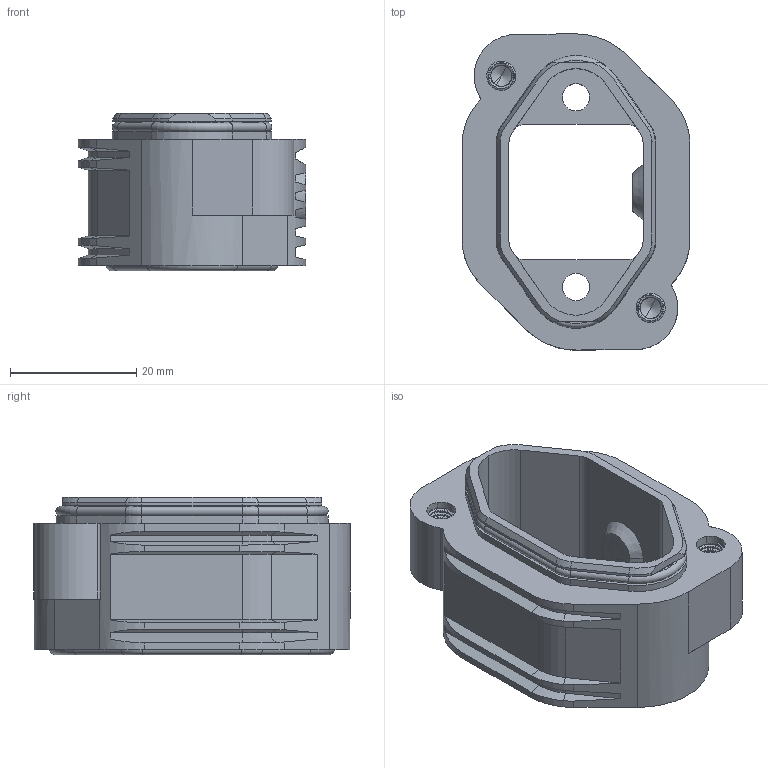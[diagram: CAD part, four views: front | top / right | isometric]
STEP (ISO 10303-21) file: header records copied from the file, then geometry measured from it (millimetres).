
FILE_DESCRIPTION(('CATIA V5 STEP','CAx-IF Rec.Pracs.--- Model Styling and Organization---1.2---2011-12-15'),'2;1');
FILE_NAME ('13319882_2', '2018-07-19T10:52:11+00:00', ('none'), ('Weidmueller'), 'CATIA Version 5-6 Release 2014 SP4 HF52', 'CATIA V5 STEP AP214', 'none');
FILE_SCHEMA(('AUTOMOTIVE_DESIGN { 1 0 10303 214 1 1 1 1 }'));
Length unit declared in the file: millimetre
Products named in the file (1): 1081470000
Bounding box: 36 x 50 x 24.9 mm (x, y, z)
Volume: 17064.9 mm3; surface area: 9852.2 mm2
Topology: 2 solids, 2 shells, 661 faces, 1581 edges, 926 vertices
Faces by surface type: bspline 252, plane 204, cylinder 138, cone 51, torus 16
Entity records: 25046 total; most frequent: CARTESIAN_POINT 13106, ORIENTED_EDGE 3154, EDGE_CURVE 1577, DIRECTION 1353, VERTEX_POINT 926, EDGE_LOOP 675, ADVANCED_FACE 661, FACE_OUTER_BOUND 661
